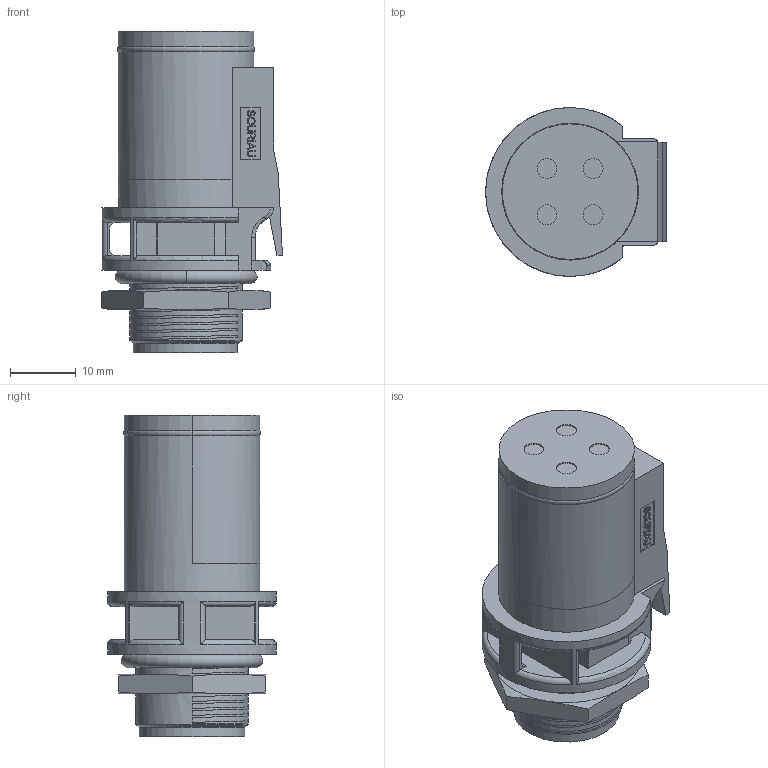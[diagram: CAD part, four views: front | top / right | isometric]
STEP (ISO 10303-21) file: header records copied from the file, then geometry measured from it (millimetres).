
FILE_DESCRIPTION((''),'2;1');
FILE_NAME('UTL5103G1_SW0001','2018-02-27T',('lcourtois'),('SOURIAU'),'PRO/ENGINEER BY PARAMETRIC TECHNOLOGY CORPORATION, 2014000','PRO/ENGINEER BY PARAMETRIC TECHNOLOGY CORPORATION, 2014000','');
FILE_SCHEMA(('CONFIG_CONTROL_DESIGN'));
Length unit declared in the file: millimetre
Products named in the file (1): UTL5103G1_SW0001
Bounding box: 27.42 x 25.6 x 48.75 mm (x, y, z)
Volume: 17735.5 mm3; surface area: 5916.1 mm2
Topology: 1 solids, 2 shells, 361 faces, 1009 edges, 672 vertices
Faces by surface type: plane 286, cylinder 42, torus 19, cone 14
Entity records: 13240 total; most frequent: CARTESIAN_POINT 3646, ORIENTED_EDGE 2018, DIRECTION 1790, EDGE_CURVE 1009, VECTOR 802, LINE 802, VERTEX_POINT 672, AXIS2_PLACEMENT_3D 494
